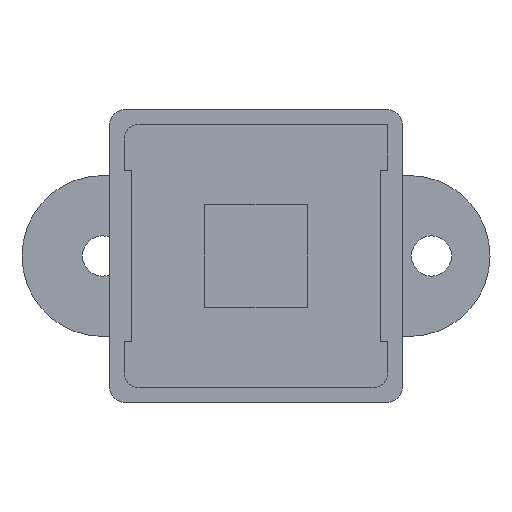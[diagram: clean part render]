
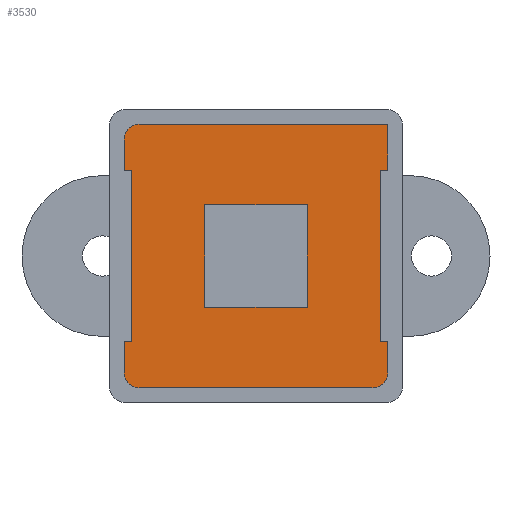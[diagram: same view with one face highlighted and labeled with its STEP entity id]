
A CAD part, front view. The second image highlights one B-rep face of the part: STEP entity #3530.
In plain terms, the highlighted planar face has unit normal (0, -1, 0).
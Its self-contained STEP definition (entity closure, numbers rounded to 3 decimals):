
#14 = VERTEX_POINT ( 'NONE', #1737 ) ;
#27 = DIRECTION ( 'NONE',  ( 0., 0., 1. ) ) ;
#41 = VECTOR ( 'NONE', #2290, 1000. ) ;
#141 = EDGE_LOOP ( 'NONE', ( #2038, #1283, #576, #1135 ) ) ;
#169 = LINE ( 'NONE', #1911, #1597 ) ;
#177 = CARTESIAN_POINT ( 'NONE',  ( 7., -20., -7. ) ) ;
#180 = CARTESIAN_POINT ( 'NONE',  ( 17., -20., 11.716 ) ) ;
#200 = PLANE ( 'NONE',  #650 ) ;
#215 = ORIENTED_EDGE ( 'NONE', *, *, #1232, .T. ) ;
#252 = ORIENTED_EDGE ( 'NONE', *, *, #1775, .T. ) ;
#296 = EDGE_LOOP ( 'NONE', ( #2562, #804, #724, #436, #3000, #252, #1562, #2235, #3297, #3683, #880, #215, #903, #306, #3410 ) ) ;
#306 = ORIENTED_EDGE ( 'NONE', *, *, #2675, .T. ) ;
#316 = LINE ( 'NONE', #3184, #41 ) ;
#360 = EDGE_CURVE ( 'NONE', #3350, #2056, #892, .T. ) ;
#371 = VERTEX_POINT ( 'NONE', #1257 ) ;
#399 = VECTOR ( 'NONE', #2580, 1000. ) ;
#422 = VERTEX_POINT ( 'NONE', #1912 ) ;
#432 = CARTESIAN_POINT ( 'NONE',  ( 16., -20., -16. ) ) ;
#436 = ORIENTED_EDGE ( 'NONE', *, *, #1686, .T. ) ;
#437 = CARTESIAN_POINT ( 'NONE',  ( -7., -20., -7. ) ) ;
#451 = CARTESIAN_POINT ( 'NONE',  ( 7., -20., 7. ) ) ;
#470 = CARTESIAN_POINT ( 'NONE',  ( -18., -20., -11.716 ) ) ;
#499 = EDGE_CURVE ( 'NONE', #663, #2436, #3353, .T. ) ;
#539 = LINE ( 'NONE', #180, #3033 ) ;
#576 = ORIENTED_EDGE ( 'NONE', *, *, #360, .T. ) ;
#650 = AXIS2_PLACEMENT_3D ( 'NONE', #2496, #2220, #3362 ) ;
#663 = VERTEX_POINT ( 'NONE', #1959 ) ;
#693 = DIRECTION ( 'NONE',  ( 0., -1., 0. ) ) ;
#708 = DIRECTION ( 'NONE',  ( 0., 0., -1. ) ) ;
#724 = ORIENTED_EDGE ( 'NONE', *, *, #861, .T. ) ;
#755 = VECTOR ( 'NONE', #3138, 1000. ) ;
#779 = LINE ( 'NONE', #1099, #1903 ) ;
#796 = VERTEX_POINT ( 'NONE', #1394 ) ;
#800 = LINE ( 'NONE', #470, #2361 ) ;
#804 = ORIENTED_EDGE ( 'NONE', *, *, #2518, .T. ) ;
#850 = LINE ( 'NONE', #887, #399 ) ;
#861 = EDGE_CURVE ( 'NONE', #1249, #14, #2559, .T. ) ;
#880 = ORIENTED_EDGE ( 'NONE', *, *, #1476, .T. ) ;
#887 = CARTESIAN_POINT ( 'NONE',  ( -7., -20., 7. ) ) ;
#892 = LINE ( 'NONE', #2660, #3018 ) ;
#903 = ORIENTED_EDGE ( 'NONE', *, *, #2164, .T. ) ;
#934 = VERTEX_POINT ( 'NONE', #451 ) ;
#946 = VECTOR ( 'NONE', #1029, 1000. ) ;
#956 = CARTESIAN_POINT ( 'NONE',  ( -18., -20., 11.716 ) ) ;
#1029 = DIRECTION ( 'NONE',  ( 0., 0., -1. ) ) ;
#1046 = CARTESIAN_POINT ( 'NONE',  ( -17., -20., 11.716 ) ) ;
#1075 = DIRECTION ( 'NONE',  ( -1., 0., 0. ) ) ;
#1099 = CARTESIAN_POINT ( 'NONE',  ( 17., -20., -11.716 ) ) ;
#1129 = DIRECTION ( 'NONE',  ( 0., -1., 0. ) ) ;
#1135 = ORIENTED_EDGE ( 'NONE', *, *, #2900, .T. ) ;
#1172 = VERTEX_POINT ( 'NONE', #1046 ) ;
#1213 = CARTESIAN_POINT ( 'NONE',  ( -7., -20., 7. ) ) ;
#1214 = DIRECTION ( 'NONE',  ( -1., 0., 0. ) ) ;
#1215 = VERTEX_POINT ( 'NONE', #1213 ) ;
#1220 = AXIS2_PLACEMENT_3D ( 'NONE', #432, #3005, #1842 ) ;
#1232 = EDGE_CURVE ( 'NONE', #1172, #422, #3202, .T. ) ;
#1249 = VERTEX_POINT ( 'NONE', #1762 ) ;
#1257 = CARTESIAN_POINT ( 'NONE',  ( -18., -20., -11.716 ) ) ;
#1270 = EDGE_CURVE ( 'NONE', #1340, #2072, #316, .T. ) ;
#1283 = ORIENTED_EDGE ( 'NONE', *, *, #3411, .T. ) ;
#1332 = AXIS2_PLACEMENT_3D ( 'NONE', #1512, #693, #1860 ) ;
#1340 = VERTEX_POINT ( 'NONE', #1871 ) ;
#1394 = CARTESIAN_POINT ( 'NONE',  ( 18., -20., 11.716 ) ) ;
#1401 = LINE ( 'NONE', #2842, #1836 ) ;
#1476 = EDGE_CURVE ( 'NONE', #2436, #1172, #169, .T. ) ;
#1483 = VERTEX_POINT ( 'NONE', #3065 ) ;
#1495 = EDGE_CURVE ( 'NONE', #1483, #3654, #779, .T. ) ;
#1512 = CARTESIAN_POINT ( 'NONE',  ( -16., -20., 16. ) ) ;
#1540 = VECTOR ( 'NONE', #1075, 1000. ) ;
#1562 = ORIENTED_EDGE ( 'NONE', *, *, #2858, .T. ) ;
#1571 = CARTESIAN_POINT ( 'NONE',  ( -16., -20., 18. ) ) ;
#1595 = CARTESIAN_POINT ( 'NONE',  ( 7., -20., 7. ) ) ;
#1597 = VECTOR ( 'NONE', #1641, 1000. ) ;
#1641 = DIRECTION ( 'NONE',  ( 1., 0., 0. ) ) ;
#1664 = EDGE_CURVE ( 'NONE', #1215, #934, #850, .T. ) ;
#1674 = LINE ( 'NONE', #3650, #1540 ) ;
#1676 = CARTESIAN_POINT ( 'NONE',  ( 18., -20., -18. ) ) ;
#1686 = EDGE_CURVE ( 'NONE', #14, #1483, #2286, .T. ) ;
#1689 = CARTESIAN_POINT ( 'NONE',  ( -16., -20., -16. ) ) ;
#1737 = CARTESIAN_POINT ( 'NONE',  ( 18., -20., -11.716 ) ) ;
#1762 = CARTESIAN_POINT ( 'NONE',  ( 18., -20., -16. ) ) ;
#1775 = EDGE_CURVE ( 'NONE', #3654, #796, #539, .T. ) ;
#1785 = EDGE_CURVE ( 'NONE', #1799, #3705, #1674, .T. ) ;
#1799 = VERTEX_POINT ( 'NONE', #3132 ) ;
#1836 = VECTOR ( 'NONE', #2344, 1000. ) ;
#1842 = DIRECTION ( 'NONE',  ( 0., 0., 1. ) ) ;
#1860 = DIRECTION ( 'NONE',  ( 0., 0., 1. ) ) ;
#1871 = CARTESIAN_POINT ( 'NONE',  ( -16., -20., -18. ) ) ;
#1903 = VECTOR ( 'NONE', #3352, 1000. ) ;
#1911 = CARTESIAN_POINT ( 'NONE',  ( -18., -20., 11.716 ) ) ;
#1912 = CARTESIAN_POINT ( 'NONE',  ( -17., -20., -11.716 ) ) ;
#1959 = CARTESIAN_POINT ( 'NONE',  ( -18., -20., 16. ) ) ;
#2038 = ORIENTED_EDGE ( 'NONE', *, *, #1664, .T. ) ;
#2056 = VERTEX_POINT ( 'NONE', #437 ) ;
#2070 = DIRECTION ( 'NONE',  ( 0., 0., 1. ) ) ;
#2072 = VERTEX_POINT ( 'NONE', #2178 ) ;
#2164 = EDGE_CURVE ( 'NONE', #422, #371, #2278, .T. ) ;
#2178 = CARTESIAN_POINT ( 'NONE',  ( 16., -20., -18. ) ) ;
#2220 = DIRECTION ( 'NONE',  ( 0., 1., 0. ) ) ;
#2235 = ORIENTED_EDGE ( 'NONE', *, *, #1785, .T. ) ;
#2273 = CARTESIAN_POINT ( 'NONE',  ( -7., -20., 7. ) ) ;
#2278 = LINE ( 'NONE', #2494, #2968 ) ;
#2286 = LINE ( 'NONE', #3179, #755 ) ;
#2290 = DIRECTION ( 'NONE',  ( 1., 0., 0. ) ) ;
#2344 = DIRECTION ( 'NONE',  ( 0., 0., 1. ) ) ;
#2361 = VECTOR ( 'NONE', #3310, 1000. ) ;
#2363 = DIRECTION ( 'NONE',  ( 0., 0., -1. ) ) ;
#2386 = VECTOR ( 'NONE', #2363, 1000. ) ;
#2418 = CARTESIAN_POINT ( 'NONE',  ( -18., -20., 18. ) ) ;
#2436 = VERTEX_POINT ( 'NONE', #956 ) ;
#2442 = EDGE_CURVE ( 'NONE', #3705, #663, #3306, .T. ) ;
#2484 = VECTOR ( 'NONE', #2070, 1000. ) ;
#2494 = CARTESIAN_POINT ( 'NONE',  ( -18., -20., -11.716 ) ) ;
#2496 = CARTESIAN_POINT ( 'NONE',  ( 0., -20., 0. ) ) ;
#2505 = AXIS2_PLACEMENT_3D ( 'NONE', #1689, #1129, #2517 ) ;
#2516 = DIRECTION ( 'NONE',  ( -1., 0., 0. ) ) ;
#2517 = DIRECTION ( 'NONE',  ( 0., 0., 1. ) ) ;
#2518 = EDGE_CURVE ( 'NONE', #2072, #1249, #2832, .T. ) ;
#2536 = DIRECTION ( 'NONE',  ( 1., 0., 0. ) ) ;
#2559 = LINE ( 'NONE', #1676, #2484 ) ;
#2562 = ORIENTED_EDGE ( 'NONE', *, *, #1270, .T. ) ;
#2572 = CARTESIAN_POINT ( 'NONE',  ( 17., -20., 11.716 ) ) ;
#2580 = DIRECTION ( 'NONE',  ( 1., 0., 0. ) ) ;
#2660 = CARTESIAN_POINT ( 'NONE',  ( -7., -20., -7. ) ) ;
#2675 = EDGE_CURVE ( 'NONE', #371, #3333, #800, .T. ) ;
#2759 = LINE ( 'NONE', #1595, #946 ) ;
#2781 = VECTOR ( 'NONE', #708, 1000. ) ;
#2802 = CIRCLE ( 'NONE', #2505, 2. ) ;
#2832 = CIRCLE ( 'NONE', #1220, 2. ) ;
#2842 = CARTESIAN_POINT ( 'NONE',  ( 18., -20., 11.716 ) ) ;
#2848 = FACE_OUTER_BOUND ( 'NONE', #296, .T. ) ;
#2858 = EDGE_CURVE ( 'NONE', #796, #1799, #1401, .T. ) ;
#2900 = EDGE_CURVE ( 'NONE', #2056, #1215, #3428, .T. ) ;
#2968 = VECTOR ( 'NONE', #2516, 1000. ) ;
#3000 = ORIENTED_EDGE ( 'NONE', *, *, #1495, .T. ) ;
#3005 = DIRECTION ( 'NONE',  ( 0., -1., 0. ) ) ;
#3018 = VECTOR ( 'NONE', #1214, 1000. ) ;
#3033 = VECTOR ( 'NONE', #2536, 1000. ) ;
#3065 = CARTESIAN_POINT ( 'NONE',  ( 17., -20., -11.716 ) ) ;
#3097 = FACE_BOUND ( 'NONE', #141, .T. ) ;
#3132 = CARTESIAN_POINT ( 'NONE',  ( 18., -20., 18. ) ) ;
#3138 = DIRECTION ( 'NONE',  ( -1., 0., 0. ) ) ;
#3179 = CARTESIAN_POINT ( 'NONE',  ( 17., -20., -11.716 ) ) ;
#3184 = CARTESIAN_POINT ( 'NONE',  ( -18., -20., -18. ) ) ;
#3202 = LINE ( 'NONE', #3223, #2386 ) ;
#3223 = CARTESIAN_POINT ( 'NONE',  ( -17., -20., -11.716 ) ) ;
#3297 = ORIENTED_EDGE ( 'NONE', *, *, #2442, .T. ) ;
#3306 = CIRCLE ( 'NONE', #1332, 2. ) ;
#3310 = DIRECTION ( 'NONE',  ( 0., 0., -1. ) ) ;
#3323 = VECTOR ( 'NONE', #27, 1000. ) ;
#3333 = VERTEX_POINT ( 'NONE', #3570 ) ;
#3350 = VERTEX_POINT ( 'NONE', #177 ) ;
#3352 = DIRECTION ( 'NONE',  ( 0., 0., 1. ) ) ;
#3353 = LINE ( 'NONE', #2418, #2781 ) ;
#3362 = DIRECTION ( 'NONE',  ( 0., 0., 1. ) ) ;
#3410 = ORIENTED_EDGE ( 'NONE', *, *, #3571, .T. ) ;
#3411 = EDGE_CURVE ( 'NONE', #934, #3350, #2759, .T. ) ;
#3428 = LINE ( 'NONE', #2273, #3323 ) ;
#3530 = ADVANCED_FACE ( 'NONE', ( #3097, #2848 ), #200, .F. ) ;
#3570 = CARTESIAN_POINT ( 'NONE',  ( -18., -20., -16. ) ) ;
#3571 = EDGE_CURVE ( 'NONE', #3333, #1340, #2802, .T. ) ;
#3650 = CARTESIAN_POINT ( 'NONE',  ( 18., -20., 18. ) ) ;
#3654 = VERTEX_POINT ( 'NONE', #2572 ) ;
#3683 = ORIENTED_EDGE ( 'NONE', *, *, #499, .T. ) ;
#3705 = VERTEX_POINT ( 'NONE', #1571 ) ;
